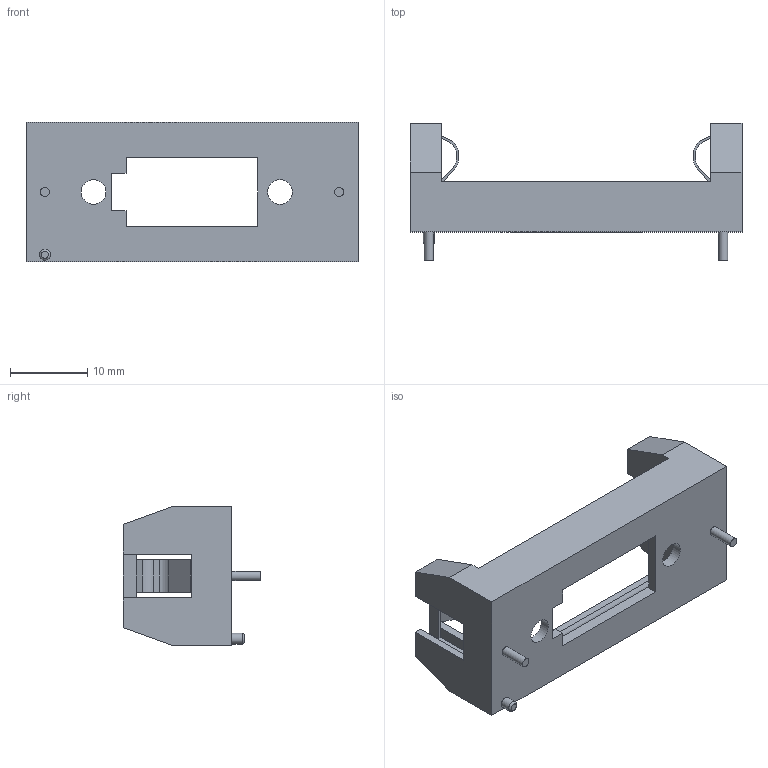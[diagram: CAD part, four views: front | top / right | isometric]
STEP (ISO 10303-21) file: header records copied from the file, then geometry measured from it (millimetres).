
FILE_DESCRIPTION(/* description */ ('Unknown'),/* implementation_level */ '2;1');
FILE_NAME(/* name */ 'BC2-3AE',/* time_stamp */ '2018-10-29T19:32:18-04:00',/* author */ ('Unknown'),/* organization */ ('Unknown'),/* preprocessor_version */ 'ST-DEVELOPER v16.7',/* originating_system */ 'DEX',/* authorisation */ $);
FILE_SCHEMA (('AUTOMOTIVE_DESIGN {1 0 10303 214 3 1 1}'));
Length unit declared in the file: millimetre
Products named in the file (1): BC2-3AE
Bounding box: 43 x 17.81 x 18.01 mm (x, y, z)
Volume: 2836.9 mm3; surface area: 3520.3 mm2
Topology: 1 solids, 21 shells, 294 faces, 743 edges, 495 vertices
Faces by surface type: plane 239, bspline 39, cylinder 15, torus 1
Full cylindrical faces by diameter (mm): 1.194 x2, 1.422 x1, 3.2 x2
Entity records: 12428 total; most frequent: CARTESIAN_POINT 3864, ORIENTED_EDGE 1466, DIRECTION 1028, EDGE_CURVE 733, VERTEX_POINT 495, LINE 422, VECTOR 422, EDGE_LOOP 334
